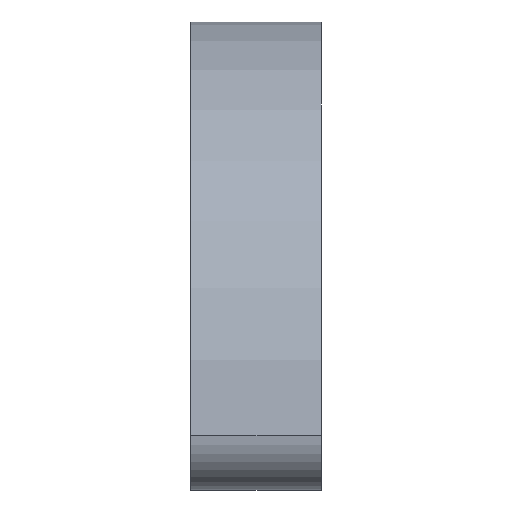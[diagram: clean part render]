
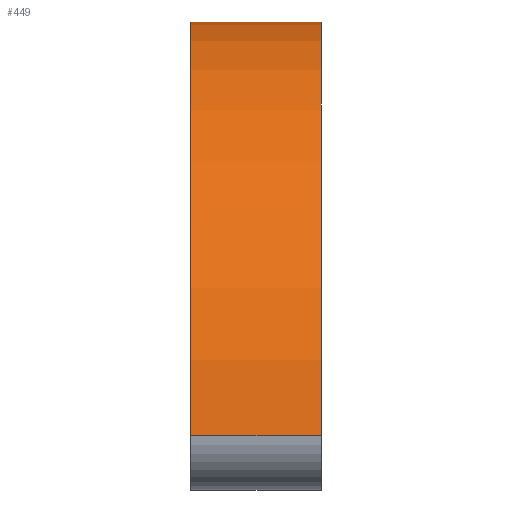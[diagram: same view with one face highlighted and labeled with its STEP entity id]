
A CAD part, left-side view. The second image highlights one B-rep face of the part: STEP entity #449.
In plain terms, the highlighted cylindrical face has radius 20 mm (diameter 40 mm), a partial arc.
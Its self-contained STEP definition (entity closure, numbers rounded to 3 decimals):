
#45=CARTESIAN_POINT('',(-119.966,666.323,70.203));
#46=VERTEX_POINT('',#45);
#125=CARTESIAN_POINT('',(-89.147,666.323,86.047));
#126=VERTEX_POINT('',#125);
#133=CARTESIAN_POINT('',(-99.989,666.323,69.241));
#134=DIRECTION('',(0.0,-1.0,0.0));
#135=DIRECTION('',(1.0,0.0,0.0));
#136=AXIS2_PLACEMENT_3D('',#133,#134,#135);
#137=CIRCLE('',#136,20.0);
#138=EDGE_CURVE('',#126,#46,#137,.T.);
#185=CARTESIAN_POINT('',(-119.966,672.323,70.203));
#186=VERTEX_POINT('',#185);
#187=CARTESIAN_POINT('',(-119.966,672.323,70.203));
#188=DIRECTION('',(0.0,-1.0,0.0));
#189=VECTOR('',#188,1.0);
#190=LINE('',#187,#189);
#191=EDGE_CURVE('',#186,#46,#190,.T.);
#415=CARTESIAN_POINT('',(-89.147,672.323,86.047));
#416=VERTEX_POINT('',#415);
#423=CARTESIAN_POINT('',(-89.147,672.323,86.047));
#424=DIRECTION('',(0.0,-1.0,0.0));
#425=VECTOR('',#424,1.0);
#426=LINE('',#423,#425);
#427=EDGE_CURVE('',#416,#126,#426,.T.);
#432=CARTESIAN_POINT('',(-99.989,672.323,69.241));
#433=DIRECTION('',(0.0,-1.0,0.0));
#434=DIRECTION('',(0.0,0.0,-1.0));
#435=AXIS2_PLACEMENT_3D('',#432,#433,#434);
#436=CYLINDRICAL_SURFACE('',#435,20.0);
#437=ORIENTED_EDGE('',*,*,#138,.F.);
#438=ORIENTED_EDGE('',*,*,#427,.F.);
#439=CARTESIAN_POINT('',(-99.989,672.323,69.241));
#440=DIRECTION('',(0.0,-1.0,0.0));
#441=DIRECTION('',(1.0,0.0,0.0));
#442=AXIS2_PLACEMENT_3D('',#439,#440,#441);
#443=CIRCLE('',#442,20.0);
#444=EDGE_CURVE('',#416,#186,#443,.T.);
#445=ORIENTED_EDGE('',*,*,#444,.T.);
#446=ORIENTED_EDGE('',*,*,#191,.T.);
#447=EDGE_LOOP('',(#437,#438,#445,#446));
#448=FACE_OUTER_BOUND('',#447,.T.);
#449=ADVANCED_FACE('',(#448),#436,.T.);
